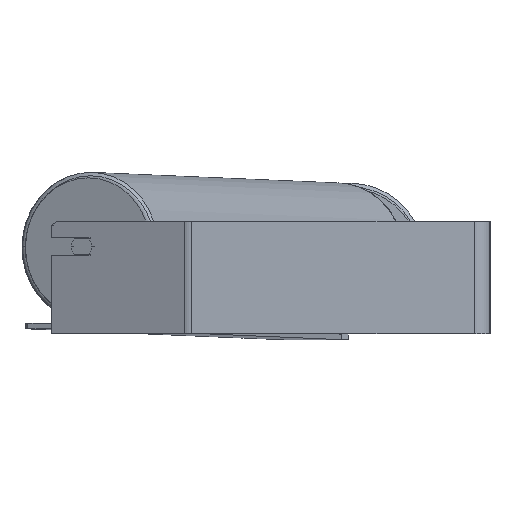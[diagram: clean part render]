
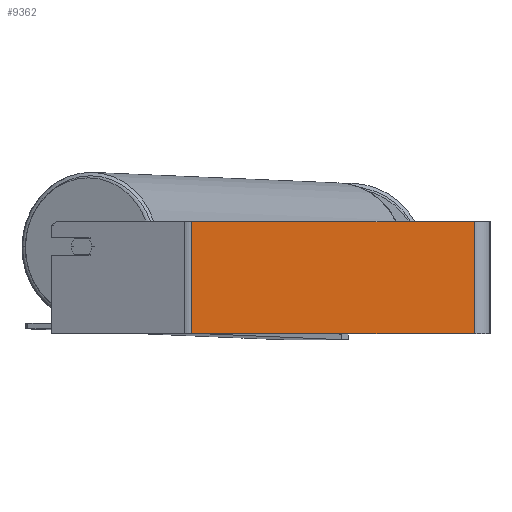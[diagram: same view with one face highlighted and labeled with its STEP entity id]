
A CAD part, left-side view. The second image highlights one B-rep face of the part: STEP entity #9362.
In plain terms, the highlighted planar face has unit normal (-1, 0, 0).
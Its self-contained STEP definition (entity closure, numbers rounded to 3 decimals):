
#282 = VECTOR ( 'NONE', #4971, 1000. ) ;
#319 = CARTESIAN_POINT ( 'NONE',  ( -840., 269.438, 50. ) ) ;
#322 = VERTEX_POINT ( 'NONE', #5759 ) ;
#793 = VERTEX_POINT ( 'NONE', #2730 ) ;
#1270 = PLANE ( 'NONE',  #3034 ) ;
#1442 = VECTOR ( 'NONE', #3059, 1000. ) ;
#1767 = CARTESIAN_POINT ( 'NONE',  ( -840., 266.334, -50. ) ) ;
#1990 = VERTEX_POINT ( 'NONE', #1767 ) ;
#2505 = LINE ( 'NONE', #7569, #8310 ) ;
#2551 = ORIENTED_EDGE ( 'NONE', *, *, #3122, .T. ) ;
#2644 = DIRECTION ( 'NONE',  ( 0., -1., 0. ) ) ;
#2661 = VERTEX_POINT ( 'NONE', #7898 ) ;
#2730 = CARTESIAN_POINT ( 'NONE',  ( -840., 266.334, 50. ) ) ;
#2959 = LINE ( 'NONE', #5067, #282 ) ;
#3034 = AXIS2_PLACEMENT_3D ( 'NONE', #319, #3220, #6096 ) ;
#3059 = DIRECTION ( 'NONE',  ( 0., 0., -1. ) ) ;
#3122 = EDGE_CURVE ( 'NONE', #793, #1990, #8881, .T. ) ;
#3220 = DIRECTION ( 'NONE',  ( 1., 0., 0. ) ) ;
#3760 = CARTESIAN_POINT ( 'NONE',  ( -840., 266.334, 50. ) ) ;
#3990 = EDGE_LOOP ( 'NONE', ( #6032, #6137, #8184, #2551 ) ) ;
#4971 = DIRECTION ( 'NONE',  ( 0., 0., -1. ) ) ;
#5067 = CARTESIAN_POINT ( 'NONE',  ( -840., 14., 50. ) ) ;
#5246 = EDGE_CURVE ( 'NONE', #1990, #2661, #7383, .T. ) ;
#5381 = DIRECTION ( 'NONE',  ( 0., -1., 0. ) ) ;
#5759 = CARTESIAN_POINT ( 'NONE',  ( -840., 14., 50. ) ) ;
#6032 = ORIENTED_EDGE ( 'NONE', *, *, #5246, .T. ) ;
#6096 = DIRECTION ( 'NONE',  ( 0., 0., -1. ) ) ;
#6137 = ORIENTED_EDGE ( 'NONE', *, *, #8652, .F. ) ;
#6810 = FACE_OUTER_BOUND ( 'NONE', #3990, .T. ) ;
#7383 = LINE ( 'NONE', #7710, #8127 ) ;
#7569 = CARTESIAN_POINT ( 'NONE',  ( -840., 269.438, 50. ) ) ;
#7710 = CARTESIAN_POINT ( 'NONE',  ( -840., 269.438, -50. ) ) ;
#7898 = CARTESIAN_POINT ( 'NONE',  ( -840., 14., -50. ) ) ;
#8127 = VECTOR ( 'NONE', #2644, 1000. ) ;
#8184 = ORIENTED_EDGE ( 'NONE', *, *, #9365, .F. ) ;
#8310 = VECTOR ( 'NONE', #5381, 1000. ) ;
#8652 = EDGE_CURVE ( 'NONE', #322, #2661, #2959, .T. ) ;
#8881 = LINE ( 'NONE', #3760, #1442 ) ;
#9362 = ADVANCED_FACE ( 'NONE', ( #6810 ), #1270, .F. ) ;
#9365 = EDGE_CURVE ( 'NONE', #793, #322, #2505, .T. ) ;
